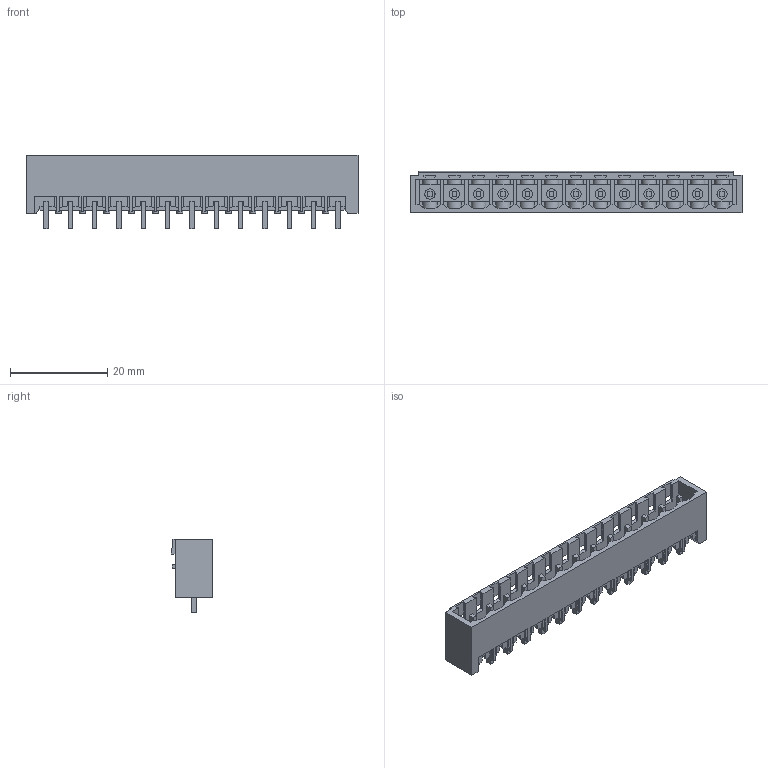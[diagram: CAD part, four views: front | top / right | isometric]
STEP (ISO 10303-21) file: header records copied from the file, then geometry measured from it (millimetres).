
FILE_DESCRIPTION(('CATIA V5 STEP Exchange','CAx-IF Rec.Pracs.--- Model Styling and Organization---1.2---2011-12-15'),'2;1');
FILE_NAME ('D1457144_0_1841270000_1841270000.stp','2018-04-11T11:06:12+00:00',('none'),('Weidmueller'),'CATIA Version 5-6 Release 2014','CATIA V5 STEP AP214','none');
FILE_SCHEMA(('AUTOMOTIVE_DESIGN { 1 0 10303 214 1 1 1 1 }'));
Length unit declared in the file: millimetre
Products named in the file (1): 1841270000
Bounding box: 68.2 x 8.43 x 15.2 mm (x, y, z)
Volume: 2468.9 mm3; surface area: 5930.7 mm2
Topology: 14 solids, 14 shells, 897 faces, 2730 edges, 1837 vertices
Faces by surface type: plane 760, cylinder 115, extrusion 22
Entity records: 28704 total; most frequent: CARTESIAN_POINT 5993, ORIENTED_EDGE 5460, DIRECTION 3544, EDGE_CURVE 2730, VECTOR 2285, LINE 2263, VERTEX_POINT 1837, EDGE_LOOP 925
